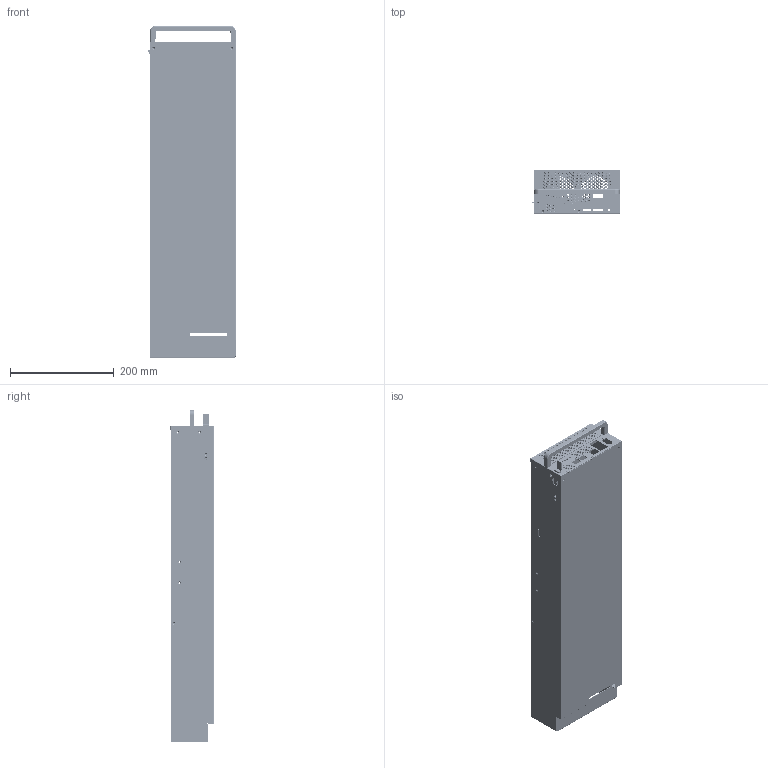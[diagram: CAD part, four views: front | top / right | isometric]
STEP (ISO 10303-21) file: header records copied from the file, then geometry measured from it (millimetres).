
FILE_DESCRIPTION((''),'2;1');
FILE_NAME('BROADWELL_DE_CARD_ASSY_P2_ASM','2016-12-16T',('Administrator'),(''),'PRO/ENGINEER BY PARAMETRIC TECHNOLOGY CORPORATION, 2011490','PRO/ENGINEER BY PARAMETRIC TECHNOLOGY CORPORATION, 2011490','');
FILE_SCHEMA(('CONFIG_CONTROL_DESIGN'));
Products named in the file (19): SKT_CPU_FRONT_PANEL_1; BROADWELL_DE_BLADE_PANEL_P2_1; SKT_SSD_RISER_BRKT; SKT_SSD_RISER_ASSY_ASM; SKT_RISER_CARD_BRKT; BROADWELL_DE_RISER_ASSY_ASM; SKT_CPU_FRONT_BRKT; SKT_CPU_POWER_LED_COVER; SKT_CPU_SW_BOARD_ASSY_ASM; STANDOFF_M3_4; K2412M_MODULE_LOCK_SPRING; K2412M_MODULE_HANDLE; GUIDE_PIN; K2412M_CPU_TOP_P2; K2412M_CPU_TOP_SPRING; STANDOFF_M3_7; K2412M_MODULE_FAN_BRKT; K2412M_MODULE_FRONT_PANEL; BROADWELL_DE_CARD_ASSY_P2_ASM
Assembly tree (54 placements, depth 4):
  BROADWELL_DE_CARD_ASSY_P2_ASM
    SKT_CPU_FRONT_PANEL_1
    BROADWELL_DE_BLADE_PANEL_P2_1
    BROADWELL_DE_RISER_ASSY_ASM
      SKT_SSD_RISER_ASSY_ASM
        SKT_SSD_RISER_BRKT
      SKT_RISER_CARD_BRKT
    SKT_CPU_FRONT_BRKT
    SKT_CPU_SW_BOARD_ASSY_ASM
      SKT_CPU_POWER_LED_COVER
    STANDOFF_M3_4  x32
    K2412M_MODULE_LOCK_SPRING
    K2412M_MODULE_HANDLE
    GUIDE_PIN  x2
    K2412M_CPU_TOP_P2
    K2412M_CPU_TOP_SPRING  x2
    STANDOFF_M3_7  x4
    K2412M_MODULE_FAN_BRKT
    K2412M_MODULE_FRONT_PANEL
Bounding box: 169.5 x 83.5 x 640 mm (x, y, z)
Volume: 431920.4 mm3; surface area: 752165.6 mm2
Topology: 52 solids, 52 shells, 6126 faces, 16777 edges, 10886 vertices
Faces by surface type: plane 4284, cylinder 1096, cone 744, torus 2
Entity records: 76045 total; most frequent: DIRECTION 13690, CARTESIAN_POINT 12833, ORIENTED_EDGE 12618, EDGE_CURVE 6309, AXIS2_PLACEMENT_3D 4912, VERTEX_POINT 3954, VECTOR 3866, LINE 3866
